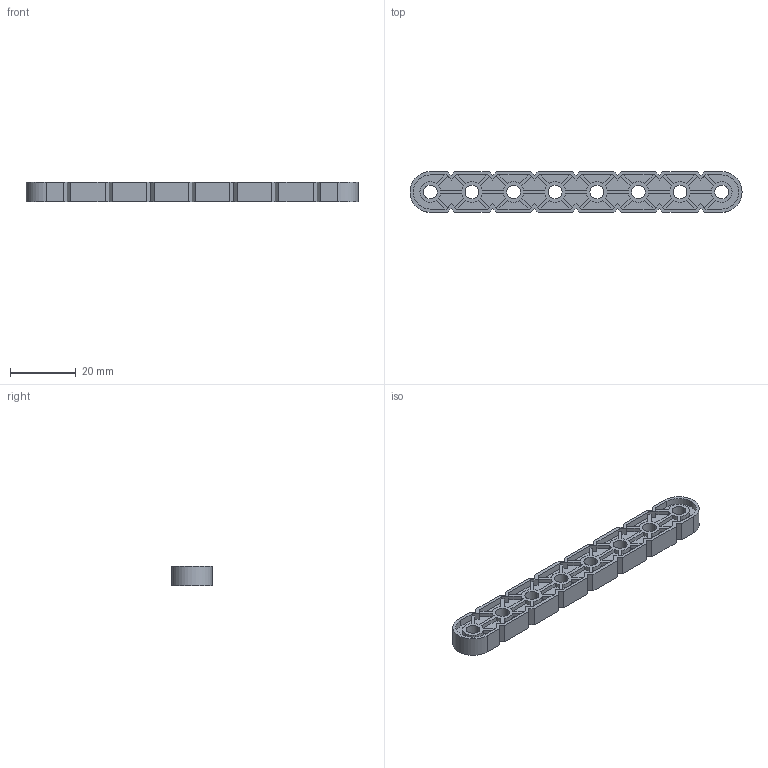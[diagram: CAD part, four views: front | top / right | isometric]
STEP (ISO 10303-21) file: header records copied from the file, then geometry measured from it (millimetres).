
FILE_DESCRIPTION (( 'STEP AP214' ), '1' );
FILE_NAME ('228-2500-007.STEP', '2014-03-06T17:53:50', ( '' ), ( '' ), 'SwSTEP 2.0', 'SolidWorks 2013', '' );
FILE_SCHEMA (( 'AUTOMOTIVE_DESIGN' ));
Length unit declared in the file: millimetre
Products named in the file (1): 228-2500-007
Bounding box: 101.3 x 12.4 x 6.1 mm (x, y, z)
Volume: 3881.1 mm3; surface area: 6019.1 mm2
Topology: 1 solids, 1 shells, 443 faces, 1317 edges, 878 vertices
Faces by surface type: plane 332, cylinder 111
Entity records: 14819 total; most frequent: CARTESIAN_POINT 2639, ORIENTED_EDGE 2634, DIRECTION 2427, EDGE_CURVE 1317, VECTOR 1095, LINE 1095, VERTEX_POINT 878, AXIS2_PLACEMENT_3D 666
